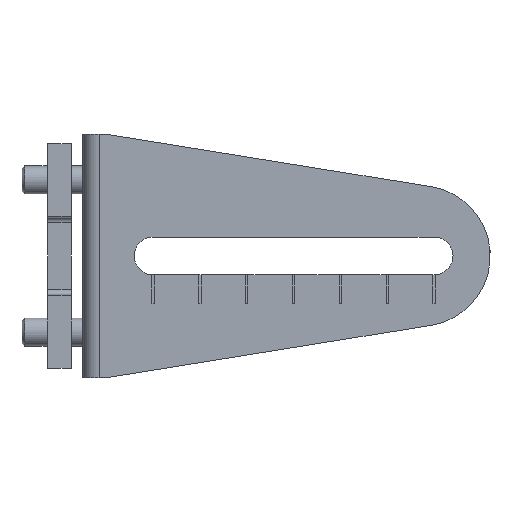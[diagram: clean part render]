
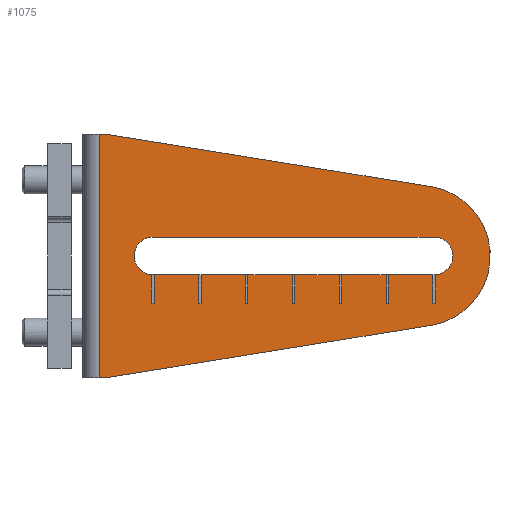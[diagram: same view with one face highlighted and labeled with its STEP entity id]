
A CAD part, front view. The second image highlights one B-rep face of the part: STEP entity #1075.
In plain terms, the highlighted planar face has unit normal (0, -1, 0).
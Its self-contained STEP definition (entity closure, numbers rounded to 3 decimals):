
#1075=ADVANCED_FACE('',(#1328,#1329),#1219,.F.);
#1219=PLANE('',#3666);
#1328=FACE_BOUND('',#1400,.T.);
#1329=FACE_BOUND('',#1401,.T.);
#1400=EDGE_LOOP('',(#1646,#1647,#1648,#1649,#1650,#1651));
#1401=EDGE_LOOP('',(#1652,#1653,#1654,#1655,#1656,#1657,#1658,#1659,#1660,
#1661,#1662,#1663,#1664,#1665,#1666,#1667,#1668,#1669,#1670,#1671,#1672,
#1673,#1674,#1675,#1676,#1677,#1678,#1679,#1680,#1681));
#1582=CIRCLE('',#3663,15.);
#1583=CIRCLE('',#3664,4.05);
#1584=CIRCLE('',#3665,4.05);
#1646=ORIENTED_EDGE('',*,*,#2600,.T.);
#1647=ORIENTED_EDGE('',*,*,#2601,.T.);
#1648=ORIENTED_EDGE('',*,*,#2602,.T.);
#1649=ORIENTED_EDGE('',*,*,#2603,.T.);
#1650=ORIENTED_EDGE('',*,*,#2604,.T.);
#1651=ORIENTED_EDGE('',*,*,#2605,.T.);
#1652=ORIENTED_EDGE('',*,*,#2606,.F.);
#1653=ORIENTED_EDGE('',*,*,#2607,.F.);
#1654=ORIENTED_EDGE('',*,*,#2608,.F.);
#1655=ORIENTED_EDGE('',*,*,#2609,.F.);
#1656=ORIENTED_EDGE('',*,*,#2610,.F.);
#1657=ORIENTED_EDGE('',*,*,#2611,.F.);
#1658=ORIENTED_EDGE('',*,*,#2612,.F.);
#1659=ORIENTED_EDGE('',*,*,#2613,.F.);
#1660=ORIENTED_EDGE('',*,*,#2614,.F.);
#1661=ORIENTED_EDGE('',*,*,#2615,.F.);
#1662=ORIENTED_EDGE('',*,*,#2616,.F.);
#1663=ORIENTED_EDGE('',*,*,#2617,.F.);
#1664=ORIENTED_EDGE('',*,*,#2618,.F.);
#1665=ORIENTED_EDGE('',*,*,#2619,.F.);
#1666=ORIENTED_EDGE('',*,*,#2620,.F.);
#1667=ORIENTED_EDGE('',*,*,#2621,.F.);
#1668=ORIENTED_EDGE('',*,*,#2622,.T.);
#1669=ORIENTED_EDGE('',*,*,#2623,.T.);
#1670=ORIENTED_EDGE('',*,*,#2624,.T.);
#1671=ORIENTED_EDGE('',*,*,#2625,.F.);
#1672=ORIENTED_EDGE('',*,*,#2626,.F.);
#1673=ORIENTED_EDGE('',*,*,#2627,.F.);
#1674=ORIENTED_EDGE('',*,*,#2628,.F.);
#1675=ORIENTED_EDGE('',*,*,#2629,.F.);
#1676=ORIENTED_EDGE('',*,*,#2630,.F.);
#1677=ORIENTED_EDGE('',*,*,#2631,.F.);
#1678=ORIENTED_EDGE('',*,*,#2632,.F.);
#1679=ORIENTED_EDGE('',*,*,#2633,.F.);
#1680=ORIENTED_EDGE('',*,*,#2634,.F.);
#1681=ORIENTED_EDGE('',*,*,#2635,.F.);
#2354=VERTEX_POINT('',#4566);
#2355=VERTEX_POINT('',#4567);
#2356=VERTEX_POINT('',#4569);
#2357=VERTEX_POINT('',#4571);
#2358=VERTEX_POINT('',#4573);
#2359=VERTEX_POINT('',#4575);
#2360=VERTEX_POINT('',#4578);
#2361=VERTEX_POINT('',#4579);
#2362=VERTEX_POINT('',#4581);
#2363=VERTEX_POINT('',#4583);
#2364=VERTEX_POINT('',#4585);
#2365=VERTEX_POINT('',#4587);
#2366=VERTEX_POINT('',#4589);
#2367=VERTEX_POINT('',#4591);
#2368=VERTEX_POINT('',#4593);
#2369=VERTEX_POINT('',#4595);
#2370=VERTEX_POINT('',#4597);
#2371=VERTEX_POINT('',#4599);
#2372=VERTEX_POINT('',#4601);
#2373=VERTEX_POINT('',#4603);
#2374=VERTEX_POINT('',#4605);
#2375=VERTEX_POINT('',#4607);
#2376=VERTEX_POINT('',#4609);
#2377=VERTEX_POINT('',#4611);
#2378=VERTEX_POINT('',#4613);
#2379=VERTEX_POINT('',#4615);
#2380=VERTEX_POINT('',#4617);
#2381=VERTEX_POINT('',#4619);
#2382=VERTEX_POINT('',#4621);
#2383=VERTEX_POINT('',#4623);
#2384=VERTEX_POINT('',#4625);
#2385=VERTEX_POINT('',#4627);
#2386=VERTEX_POINT('',#4629);
#2387=VERTEX_POINT('',#4631);
#2388=VERTEX_POINT('',#4633);
#2389=VERTEX_POINT('',#4635);
#2600=EDGE_CURVE('',#2354,#2355,#2954,.T.);
#2601=EDGE_CURVE('',#2355,#2356,#2955,.T.);
#2602=EDGE_CURVE('',#2356,#2357,#2956,.T.);
#2603=EDGE_CURVE('',#2357,#2358,#2957,.T.);
#2604=EDGE_CURVE('',#2358,#2359,#2958,.T.);
#2605=EDGE_CURVE('',#2359,#2354,#1582,.T.);
#2606=EDGE_CURVE('',#2360,#2361,#2959,.T.);
#2607=EDGE_CURVE('',#2362,#2360,#2960,.T.);
#2608=EDGE_CURVE('',#2363,#2362,#2961,.T.);
#2609=EDGE_CURVE('',#2364,#2363,#2962,.T.);
#2610=EDGE_CURVE('',#2365,#2364,#2963,.T.);
#2611=EDGE_CURVE('',#2366,#2365,#2964,.T.);
#2612=EDGE_CURVE('',#2367,#2366,#2965,.T.);
#2613=EDGE_CURVE('',#2368,#2367,#2966,.T.);
#2614=EDGE_CURVE('',#2369,#2368,#2967,.T.);
#2615=EDGE_CURVE('',#2370,#2369,#2968,.T.);
#2616=EDGE_CURVE('',#2371,#2370,#2969,.T.);
#2617=EDGE_CURVE('',#2372,#2371,#2970,.T.);
#2618=EDGE_CURVE('',#2373,#2372,#2971,.T.);
#2619=EDGE_CURVE('',#2374,#2373,#1583,.T.);
#2620=EDGE_CURVE('',#2375,#2374,#2972,.T.);
#2621=EDGE_CURVE('',#2376,#2375,#1584,.T.);
#2622=EDGE_CURVE('',#2376,#2377,#2973,.T.);
#2623=EDGE_CURVE('',#2377,#2378,#2974,.T.);
#2624=EDGE_CURVE('',#2378,#2379,#2975,.T.);
#2625=EDGE_CURVE('',#2380,#2379,#2976,.T.);
#2626=EDGE_CURVE('',#2381,#2380,#2977,.T.);
#2627=EDGE_CURVE('',#2382,#2381,#2978,.T.);
#2628=EDGE_CURVE('',#2383,#2382,#2979,.T.);
#2629=EDGE_CURVE('',#2384,#2383,#2980,.T.);
#2630=EDGE_CURVE('',#2385,#2384,#2981,.T.);
#2631=EDGE_CURVE('',#2386,#2385,#2982,.T.);
#2632=EDGE_CURVE('',#2387,#2386,#2983,.T.);
#2633=EDGE_CURVE('',#2388,#2387,#2984,.T.);
#2634=EDGE_CURVE('',#2389,#2388,#2985,.T.);
#2635=EDGE_CURVE('',#2361,#2389,#2986,.T.);
#2954=LINE('',#4565,#3228);
#2955=LINE('',#4568,#3229);
#2956=LINE('',#4570,#3230);
#2957=LINE('',#4572,#3231);
#2958=LINE('',#4574,#3232);
#2959=LINE('',#4577,#3233);
#2960=LINE('',#4580,#3234);
#2961=LINE('',#4582,#3235);
#2962=LINE('',#4584,#3236);
#2963=LINE('',#4586,#3237);
#2964=LINE('',#4588,#3238);
#2965=LINE('',#4590,#3239);
#2966=LINE('',#4592,#3240);
#2967=LINE('',#4594,#3241);
#2968=LINE('',#4596,#3242);
#2969=LINE('',#4598,#3243);
#2970=LINE('',#4600,#3244);
#2971=LINE('',#4602,#3245);
#2972=LINE('',#4606,#3246);
#2973=LINE('',#4610,#3247);
#2974=LINE('',#4612,#3248);
#2975=LINE('',#4614,#3249);
#2976=LINE('',#4616,#3250);
#2977=LINE('',#4618,#3251);
#2978=LINE('',#4620,#3252);
#2979=LINE('',#4622,#3253);
#2980=LINE('',#4624,#3254);
#2981=LINE('',#4626,#3255);
#2982=LINE('',#4628,#3256);
#2983=LINE('',#4630,#3257);
#2984=LINE('',#4632,#3258);
#2985=LINE('',#4634,#3259);
#2986=LINE('',#4636,#3260);
#3228=VECTOR('',#3873,1.);
#3229=VECTOR('',#3874,1.);
#3230=VECTOR('',#3875,1.);
#3231=VECTOR('',#3876,1.);
#3232=VECTOR('',#3877,1.);
#3233=VECTOR('',#3880,1.);
#3234=VECTOR('',#3881,1.);
#3235=VECTOR('',#3882,1.);
#3236=VECTOR('',#3883,1.);
#3237=VECTOR('',#3884,1.);
#3238=VECTOR('',#3885,1.);
#3239=VECTOR('',#3886,1.);
#3240=VECTOR('',#3887,1.);
#3241=VECTOR('',#3888,1.);
#3242=VECTOR('',#3889,1.);
#3243=VECTOR('',#3890,1.);
#3244=VECTOR('',#3891,1.);
#3245=VECTOR('',#3892,1.);
#3246=VECTOR('',#3895,1.);
#3247=VECTOR('',#3898,1.);
#3248=VECTOR('',#3899,1.);
#3249=VECTOR('',#3900,1.);
#3250=VECTOR('',#3901,1.);
#3251=VECTOR('',#3902,1.);
#3252=VECTOR('',#3903,1.);
#3253=VECTOR('',#3904,1.);
#3254=VECTOR('',#3905,1.);
#3255=VECTOR('',#3906,1.);
#3256=VECTOR('',#3907,1.);
#3257=VECTOR('',#3908,1.);
#3258=VECTOR('',#3909,1.);
#3259=VECTOR('',#3910,1.);
#3260=VECTOR('',#3911,1.);
#3663=AXIS2_PLACEMENT_3D('',#4576,#3878,#3879);
#3664=AXIS2_PLACEMENT_3D('',#4604,#3893,#3894);
#3665=AXIS2_PLACEMENT_3D('',#4608,#3896,#3897);
#3666=AXIS2_PLACEMENT_3D('',#4637,#3912,#3913);
#3873=DIRECTION('',(-0.987,0.,0.159));
#3874=DIRECTION('',(-1.,0.,0.));
#3875=DIRECTION('',(0.,0.,-1.));
#3876=DIRECTION('',(1.,0.,0.));
#3877=DIRECTION('',(0.987,0.,0.159));
#3878=DIRECTION('',(0.,-1.,0.));
#3879=DIRECTION('',(0.,0.,1.));
#3880=DIRECTION('',(0.,0.,-1.));
#3881=DIRECTION('',(1.,0.,0.));
#3882=DIRECTION('',(0.,0.,1.));
#3883=DIRECTION('',(1.,0.,0.));
#3884=DIRECTION('',(0.,0.,-1.));
#3885=DIRECTION('',(1.,0.,0.));
#3886=DIRECTION('',(0.,0.,1.));
#3887=DIRECTION('',(1.,0.,0.));
#3888=DIRECTION('',(0.,0.,-1.));
#3889=DIRECTION('',(1.,0.,0.));
#3890=DIRECTION('',(0.,0.,1.));
#3891=DIRECTION('',(1.,0.,0.));
#3892=DIRECTION('',(0.,0.,-1.));
#3893=DIRECTION('',(0.,-1.,0.));
#3894=DIRECTION('',(0.,0.,1.));
#3895=DIRECTION('',(-1.,0.,0.));
#3896=DIRECTION('',(0.,-1.,0.));
#3897=DIRECTION('',(0.,0.,1.));
#3898=DIRECTION('',(0.,0.,-1.));
#3899=DIRECTION('',(-1.,0.,0.));
#3900=DIRECTION('',(0.,0.,1.));
#3901=DIRECTION('',(1.,0.,0.));
#3902=DIRECTION('',(0.,0.,1.));
#3903=DIRECTION('',(1.,0.,0.));
#3904=DIRECTION('',(0.,0.,-1.));
#3905=DIRECTION('',(1.,0.,0.));
#3906=DIRECTION('',(0.,0.,1.));
#3907=DIRECTION('',(1.,0.,0.));
#3908=DIRECTION('',(0.,0.,-1.));
#3909=DIRECTION('',(1.,0.,0.));
#3910=DIRECTION('',(0.,0.,1.));
#3911=DIRECTION('',(1.,0.,0.));
#3912=DIRECTION('',(0.,1.,0.));
#3913=DIRECTION('',(0.,0.,1.));
#4565=CARTESIAN_POINT('',(74.388,0.,14.809));
#4566=CARTESIAN_POINT('',(74.388,0.,14.809));
#4567=CARTESIAN_POINT('',(5.,0.,26.));
#4568=CARTESIAN_POINT('',(5.,0.,26.));
#4569=CARTESIAN_POINT('',(3.5,0.,26.));
#4570=CARTESIAN_POINT('',(3.5,0.,27.5));
#4571=CARTESIAN_POINT('',(3.5,0.,-26.));
#4572=CARTESIAN_POINT('',(0.,0.,-26.));
#4573=CARTESIAN_POINT('',(5.,0.,-26.));
#4574=CARTESIAN_POINT('',(5.,0.,-26.));
#4575=CARTESIAN_POINT('',(74.388,0.,-14.809));
#4576=CARTESIAN_POINT('',(72.,0.,0.));
#4577=CARTESIAN_POINT('',(44.75,0.,-4.05));
#4578=CARTESIAN_POINT('',(44.75,0.,-4.05));
#4579=CARTESIAN_POINT('',(44.75,0.,-10.05));
#4580=CARTESIAN_POINT('',(15.,0.,-4.05));
#4581=CARTESIAN_POINT('',(35.25,0.,-4.05));
#4582=CARTESIAN_POINT('',(35.25,0.,-10.05));
#4583=CARTESIAN_POINT('',(35.25,0.,-10.05));
#4584=CARTESIAN_POINT('',(34.75,0.,-10.05));
#4585=CARTESIAN_POINT('',(34.75,0.,-10.05));
#4586=CARTESIAN_POINT('',(34.75,0.,-4.05));
#4587=CARTESIAN_POINT('',(34.75,0.,-4.05));
#4588=CARTESIAN_POINT('',(15.,0.,-4.05));
#4589=CARTESIAN_POINT('',(25.25,0.,-4.05));
#4590=CARTESIAN_POINT('',(25.25,0.,-10.05));
#4591=CARTESIAN_POINT('',(25.25,0.,-10.05));
#4592=CARTESIAN_POINT('',(24.75,0.,-10.05));
#4593=CARTESIAN_POINT('',(24.75,0.,-10.05));
#4594=CARTESIAN_POINT('',(24.75,0.,-4.05));
#4595=CARTESIAN_POINT('',(24.75,0.,-4.05));
#4596=CARTESIAN_POINT('',(15.,0.,-4.05));
#4597=CARTESIAN_POINT('',(15.25,0.,-4.05));
#4598=CARTESIAN_POINT('',(15.25,0.,-10.05));
#4599=CARTESIAN_POINT('',(15.25,0.,-10.05));
#4600=CARTESIAN_POINT('',(14.75,0.,-10.05));
#4601=CARTESIAN_POINT('',(14.75,0.,-10.05));
#4602=CARTESIAN_POINT('',(14.75,0.,-4.05));
#4603=CARTESIAN_POINT('',(14.75,0.,-4.046));
#4604=CARTESIAN_POINT('',(15.,0.,0.));
#4605=CARTESIAN_POINT('',(15.,0.,4.05));
#4606=CARTESIAN_POINT('',(75.,0.,4.05));
#4607=CARTESIAN_POINT('',(75.,0.,4.05));
#4608=CARTESIAN_POINT('',(75.,0.,0.));
#4609=CARTESIAN_POINT('',(75.25,0.,-4.046));
#4610=CARTESIAN_POINT('',(75.25,0.,-4.05));
#4611=CARTESIAN_POINT('',(75.25,0.,-10.05));
#4612=CARTESIAN_POINT('',(75.25,0.,-10.05));
#4613=CARTESIAN_POINT('',(74.75,0.,-10.05));
#4614=CARTESIAN_POINT('',(74.75,0.,-10.05));
#4615=CARTESIAN_POINT('',(74.75,0.,-4.05));
#4616=CARTESIAN_POINT('',(15.,0.,-4.05));
#4617=CARTESIAN_POINT('',(65.25,0.,-4.05));
#4618=CARTESIAN_POINT('',(65.25,0.,-10.05));
#4619=CARTESIAN_POINT('',(65.25,0.,-10.05));
#4620=CARTESIAN_POINT('',(64.75,0.,-10.05));
#4621=CARTESIAN_POINT('',(64.75,0.,-10.05));
#4622=CARTESIAN_POINT('',(64.75,0.,-4.05));
#4623=CARTESIAN_POINT('',(64.75,0.,-4.05));
#4624=CARTESIAN_POINT('',(15.,0.,-4.05));
#4625=CARTESIAN_POINT('',(55.25,0.,-4.05));
#4626=CARTESIAN_POINT('',(55.25,0.,-10.05));
#4627=CARTESIAN_POINT('',(55.25,0.,-10.05));
#4628=CARTESIAN_POINT('',(54.75,0.,-10.05));
#4629=CARTESIAN_POINT('',(54.75,0.,-10.05));
#4630=CARTESIAN_POINT('',(54.75,0.,-4.05));
#4631=CARTESIAN_POINT('',(54.75,0.,-4.05));
#4632=CARTESIAN_POINT('',(15.,0.,-4.05));
#4633=CARTESIAN_POINT('',(45.25,0.,-4.05));
#4634=CARTESIAN_POINT('',(45.25,0.,-10.05));
#4635=CARTESIAN_POINT('',(45.25,0.,-10.05));
#4636=CARTESIAN_POINT('',(44.75,0.,-10.05));
#4637=CARTESIAN_POINT('',(3.5,0.,27.5));
